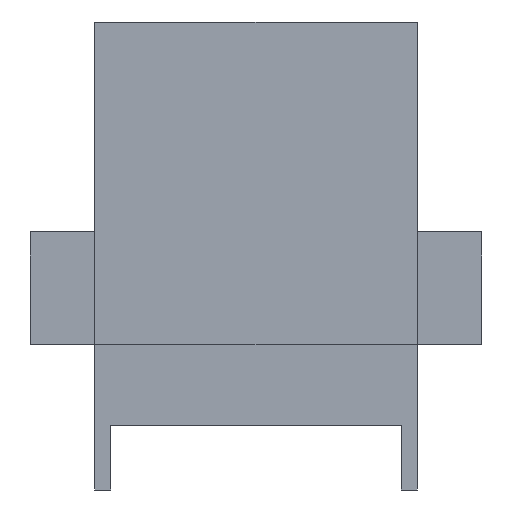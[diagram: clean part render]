
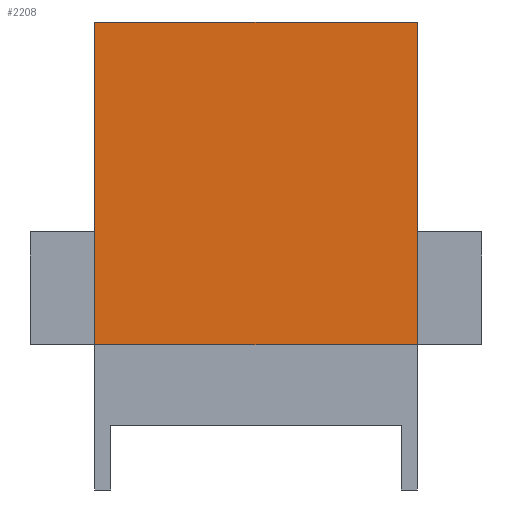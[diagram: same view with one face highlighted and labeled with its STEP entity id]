
A CAD part, front view. The second image highlights one B-rep face of the part: STEP entity #2208.
In plain terms, the highlighted planar face has unit normal (0, -1, 0).
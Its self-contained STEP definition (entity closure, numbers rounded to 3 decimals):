
#1395 = PLANE('',#1396);
#1396 = AXIS2_PLACEMENT_3D('',#1397,#1398,#1399);
#1397 = CARTESIAN_POINT('',(-1.,-0.7,0.25));
#1398 = DIRECTION('',(0.,0.,1.));
#1399 = DIRECTION('',(1.,0.,0.));
#1935 = VERTEX_POINT('',#1936);
#1936 = CARTESIAN_POINT('',(-1.,-0.8,0.25));
#1950 = PLANE('',#1951);
#1951 = AXIS2_PLACEMENT_3D('',#1952,#1953,#1954);
#1952 = CARTESIAN_POINT('',(-1.,-0.7,0.25));
#1953 = DIRECTION('',(1.,0.,0.));
#1954 = DIRECTION('',(0.,0.,1.));
#1962 = EDGE_CURVE('',#1935,#1963,#1965,.T.);
#1963 = VERTEX_POINT('',#1964);
#1964 = CARTESIAN_POINT('',(1.,-0.8,0.25));
#1965 = SURFACE_CURVE('',#1966,(#1970,#1977),.PCURVE_S1.);
#1966 = LINE('',#1967,#1968);
#1967 = CARTESIAN_POINT('',(-1.,-0.8,0.25));
#1968 = VECTOR('',#1969,1.);
#1969 = DIRECTION('',(1.,0.,0.));
#1970 = PCURVE('',#1395,#1971);
#1971 = DEFINITIONAL_REPRESENTATION('',(#1972),#1976);
#1972 = LINE('',#1973,#1974);
#1973 = CARTESIAN_POINT('',(0.,-0.1));
#1974 = VECTOR('',#1975,1.);
#1975 = DIRECTION('',(1.,0.));
#1976 = ( GEOMETRIC_REPRESENTATION_CONTEXT(2) 
PARAMETRIC_REPRESENTATION_CONTEXT() REPRESENTATION_CONTEXT('2D SPACE',''
  ) );
#1977 = PCURVE('',#1978,#1983);
#1978 = PLANE('',#1979);
#1979 = AXIS2_PLACEMENT_3D('',#1980,#1981,#1982);
#1980 = CARTESIAN_POINT('',(-1.,-0.8,0.25));
#1981 = DIRECTION('',(0.,1.,0.));
#1982 = DIRECTION('',(0.,0.,1.));
#1983 = DEFINITIONAL_REPRESENTATION('',(#1984),#1988);
#1984 = LINE('',#1985,#1986);
#1985 = CARTESIAN_POINT('',(0.,0.));
#1986 = VECTOR('',#1987,1.);
#1987 = DIRECTION('',(0.,1.));
#1988 = ( GEOMETRIC_REPRESENTATION_CONTEXT(2) 
PARAMETRIC_REPRESENTATION_CONTEXT() REPRESENTATION_CONTEXT('2D SPACE',''
  ) );
#2004 = PLANE('',#2005);
#2005 = AXIS2_PLACEMENT_3D('',#2006,#2007,#2008);
#2006 = CARTESIAN_POINT('',(1.,-0.7,0.25));
#2007 = DIRECTION('',(1.,0.,0.));
#2008 = DIRECTION('',(0.,0.,1.));
#2125 = PLANE('',#2126);
#2126 = AXIS2_PLACEMENT_3D('',#2127,#2128,#2129);
#2127 = CARTESIAN_POINT('',(-1.,-0.7,2.25));
#2128 = DIRECTION('',(0.,0.,1.));
#2129 = DIRECTION('',(1.,0.,0.));
#2162 = VERTEX_POINT('',#2163);
#2163 = CARTESIAN_POINT('',(-1.,-0.8,2.25));
#2184 = EDGE_CURVE('',#1935,#2162,#2185,.T.);
#2185 = SURFACE_CURVE('',#2186,(#2190,#2197),.PCURVE_S1.);
#2186 = LINE('',#2187,#2188);
#2187 = CARTESIAN_POINT('',(-1.,-0.8,0.25));
#2188 = VECTOR('',#2189,1.);
#2189 = DIRECTION('',(0.,0.,1.));
#2190 = PCURVE('',#1950,#2191);
#2191 = DEFINITIONAL_REPRESENTATION('',(#2192),#2196);
#2192 = LINE('',#2193,#2194);
#2193 = CARTESIAN_POINT('',(0.,0.1));
#2194 = VECTOR('',#2195,1.);
#2195 = DIRECTION('',(1.,0.));
#2196 = ( GEOMETRIC_REPRESENTATION_CONTEXT(2) 
PARAMETRIC_REPRESENTATION_CONTEXT() REPRESENTATION_CONTEXT('2D SPACE',''
  ) );
#2197 = PCURVE('',#1978,#2198);
#2198 = DEFINITIONAL_REPRESENTATION('',(#2199),#2203);
#2199 = LINE('',#2200,#2201);
#2200 = CARTESIAN_POINT('',(0.,0.));
#2201 = VECTOR('',#2202,1.);
#2202 = DIRECTION('',(1.,0.));
#2203 = ( GEOMETRIC_REPRESENTATION_CONTEXT(2) 
PARAMETRIC_REPRESENTATION_CONTEXT() REPRESENTATION_CONTEXT('2D SPACE',''
  ) );
#2208 = ADVANCED_FACE('',(#2209),#1978,.F.);
#2209 = FACE_BOUND('',#2210,.F.);
#2210 = EDGE_LOOP('',(#2211,#2212,#2213,#2236));
#2211 = ORIENTED_EDGE('',*,*,#1962,.F.);
#2212 = ORIENTED_EDGE('',*,*,#2184,.T.);
#2213 = ORIENTED_EDGE('',*,*,#2214,.T.);
#2214 = EDGE_CURVE('',#2162,#2215,#2217,.T.);
#2215 = VERTEX_POINT('',#2216);
#2216 = CARTESIAN_POINT('',(1.,-0.8,2.25));
#2217 = SURFACE_CURVE('',#2218,(#2222,#2229),.PCURVE_S1.);
#2218 = LINE('',#2219,#2220);
#2219 = CARTESIAN_POINT('',(-1.,-0.8,2.25));
#2220 = VECTOR('',#2221,1.);
#2221 = DIRECTION('',(1.,0.,0.));
#2222 = PCURVE('',#1978,#2223);
#2223 = DEFINITIONAL_REPRESENTATION('',(#2224),#2228);
#2224 = LINE('',#2225,#2226);
#2225 = CARTESIAN_POINT('',(2.,0.));
#2226 = VECTOR('',#2227,1.);
#2227 = DIRECTION('',(0.,1.));
#2228 = ( GEOMETRIC_REPRESENTATION_CONTEXT(2) 
PARAMETRIC_REPRESENTATION_CONTEXT() REPRESENTATION_CONTEXT('2D SPACE',''
  ) );
#2229 = PCURVE('',#2125,#2230);
#2230 = DEFINITIONAL_REPRESENTATION('',(#2231),#2235);
#2231 = LINE('',#2232,#2233);
#2232 = CARTESIAN_POINT('',(0.,-0.1));
#2233 = VECTOR('',#2234,1.);
#2234 = DIRECTION('',(1.,0.));
#2235 = ( GEOMETRIC_REPRESENTATION_CONTEXT(2) 
PARAMETRIC_REPRESENTATION_CONTEXT() REPRESENTATION_CONTEXT('2D SPACE',''
  ) );
#2236 = ORIENTED_EDGE('',*,*,#2237,.F.);
#2237 = EDGE_CURVE('',#1963,#2215,#2238,.T.);
#2238 = SURFACE_CURVE('',#2239,(#2243,#2250),.PCURVE_S1.);
#2239 = LINE('',#2240,#2241);
#2240 = CARTESIAN_POINT('',(1.,-0.8,0.25));
#2241 = VECTOR('',#2242,1.);
#2242 = DIRECTION('',(0.,0.,1.));
#2243 = PCURVE('',#1978,#2244);
#2244 = DEFINITIONAL_REPRESENTATION('',(#2245),#2249);
#2245 = LINE('',#2246,#2247);
#2246 = CARTESIAN_POINT('',(0.,2.));
#2247 = VECTOR('',#2248,1.);
#2248 = DIRECTION('',(1.,0.));
#2249 = ( GEOMETRIC_REPRESENTATION_CONTEXT(2) 
PARAMETRIC_REPRESENTATION_CONTEXT() REPRESENTATION_CONTEXT('2D SPACE',''
  ) );
#2250 = PCURVE('',#2004,#2251);
#2251 = DEFINITIONAL_REPRESENTATION('',(#2252),#2256);
#2252 = LINE('',#2253,#2254);
#2253 = CARTESIAN_POINT('',(0.,0.1));
#2254 = VECTOR('',#2255,1.);
#2255 = DIRECTION('',(1.,0.));
#2256 = ( GEOMETRIC_REPRESENTATION_CONTEXT(2) 
PARAMETRIC_REPRESENTATION_CONTEXT() REPRESENTATION_CONTEXT('2D SPACE',''
  ) );
